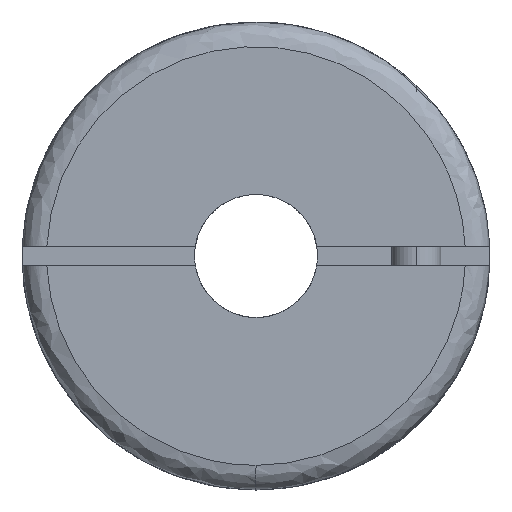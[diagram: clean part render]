
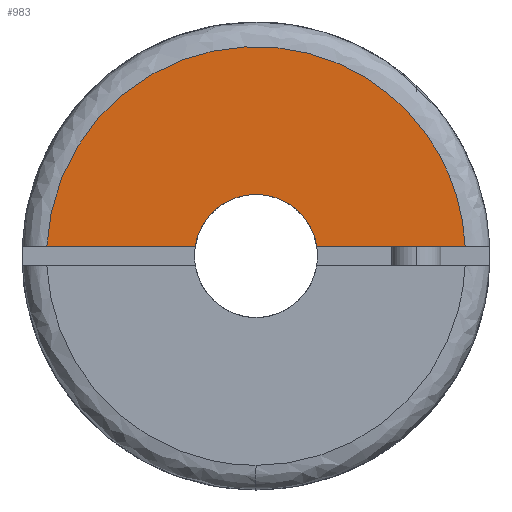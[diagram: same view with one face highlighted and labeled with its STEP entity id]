
A CAD part, left-side view. The second image highlights one B-rep face of the part: STEP entity #983.
In plain terms, the highlighted planar face has unit normal (-1, 0, 0).
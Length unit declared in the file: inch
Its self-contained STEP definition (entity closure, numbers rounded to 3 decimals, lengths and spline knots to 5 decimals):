
#104 = CARTESIAN_POINT ( 'NONE',  ( 0., 0.09716, 0.01575 ) ) ;
#185 = CARTESIAN_POINT ( 'NONE',  ( 0., -0.09716, 0.01575 ) ) ;
#314 = VECTOR ( 'NONE', #1597, 39.37008 ) ;
#570 = EDGE_CURVE ( 'NONE', #925, #1226, #3082, .T. ) ;
#622 = CIRCLE ( 'NONE', #2888, 0.09843 ) ;
#718 = CARTESIAN_POINT ( 'NONE',  ( 0., 0., 0. ) ) ;
#732 = FACE_OUTER_BOUND ( 'NONE', #2156, .T. ) ;
#891 = ORIENTED_EDGE ( 'NONE', *, *, #5782, .F. ) ;
#925 = VERTEX_POINT ( 'NONE', #5705 ) ;
#950 = VERTEX_POINT ( 'NONE', #1191 ) ;
#983 = ADVANCED_FACE ( 'NONE', ( #732 ), #2545, .T. ) ;
#1025 = CARTESIAN_POINT ( 'NONE',  ( 0., -0.33427, 0.01575 ) ) ;
#1081 = ORIENTED_EDGE ( 'NONE', *, *, #5552, .F. ) ;
#1191 = CARTESIAN_POINT ( 'NONE',  ( 0., 0., 0.09843 ) ) ;
#1226 = VERTEX_POINT ( 'NONE', #1025 ) ;
#1328 = CARTESIAN_POINT ( 'NONE',  ( 0., 0.37402, 0.01575 ) ) ;
#1546 = VERTEX_POINT ( 'NONE', #104 ) ;
#1597 = DIRECTION ( 'NONE',  ( 0., 1., 0. ) ) ;
#1735 = DIRECTION ( 'NONE',  ( 1., 0., 0. ) ) ;
#2144 = VECTOR ( 'NONE', #3810, 39.37008 ) ;
#2156 = EDGE_LOOP ( 'NONE', ( #4954, #5068, #1081, #2602, #891 ) ) ;
#2346 = CARTESIAN_POINT ( 'NONE',  ( 0., 0.30552, 0.62611 ) ) ;
#2530 = DIRECTION ( 'NONE',  ( 0., 0., 1. ) ) ;
#2545 = PLANE ( 'NONE',  #5592 ) ;
#2602 = ORIENTED_EDGE ( 'NONE', *, *, #570, .F. ) ;
#2870 = CARTESIAN_POINT ( 'NONE',  ( 0., -0.33427, 0.01575 ) ) ;
#2888 = AXIS2_PLACEMENT_3D ( 'NONE', #5076, #3247, #4165 ) ;
#3082 =( BOUNDED_CURVE ( )  B_SPLINE_CURVE ( 3, ( #4695, #2346, #3248, #2870 ),
 .UNSPECIFIED., .F., .T. ) 
 B_SPLINE_CURVE_WITH_KNOTS ( ( 4, 4 ),
 ( 0., 1. ),
 .UNSPECIFIED. ) 
 CURVE ( )  GEOMETRIC_REPRESENTATION_ITEM ( )  RATIONAL_B_SPLINE_CURVE ( ( 1., 0.365, 0.365, 1. ) ) 
 REPRESENTATION_ITEM ( '' )  );
#3097 = VERTEX_POINT ( 'NONE', #185 ) ;
#3247 = DIRECTION ( 'NONE',  ( 1., 0., 0. ) ) ;
#3248 = CARTESIAN_POINT ( 'NONE',  ( 0., -0.30552, 0.62611 ) ) ;
#3619 = DIRECTION ( 'NONE',  ( -1., 0., 0. ) ) ;
#3810 = DIRECTION ( 'NONE',  ( 0., 1., 0. ) ) ;
#4001 = LINE ( 'NONE', #1328, #2144 ) ;
#4165 = DIRECTION ( 'NONE',  ( 0., 0., 1. ) ) ;
#4333 = CARTESIAN_POINT ( 'NONE',  ( 0., 0.33465, 0. ) ) ;
#4351 = AXIS2_PLACEMENT_3D ( 'NONE', #718, #1735, #2530 ) ;
#4451 = CIRCLE ( 'NONE', #4351, 0.09843 ) ;
#4695 = CARTESIAN_POINT ( 'NONE',  ( 0., 0.33427, 0.01575 ) ) ;
#4713 = LINE ( 'NONE', #5219, #314 ) ;
#4899 = DIRECTION ( 'NONE',  ( 0., 0., 1. ) ) ;
#4954 = ORIENTED_EDGE ( 'NONE', *, *, #5159, .T. ) ;
#5068 = ORIENTED_EDGE ( 'NONE', *, *, #5424, .T. ) ;
#5076 = CARTESIAN_POINT ( 'NONE',  ( 0., 0., 0. ) ) ;
#5159 = EDGE_CURVE ( 'NONE', #1546, #950, #4451, .T. ) ;
#5219 = CARTESIAN_POINT ( 'NONE',  ( 0., 0.37402, 0.01575 ) ) ;
#5424 = EDGE_CURVE ( 'NONE', #950, #3097, #622, .T. ) ;
#5552 = EDGE_CURVE ( 'NONE', #1226, #3097, #4001, .T. ) ;
#5592 = AXIS2_PLACEMENT_3D ( 'NONE', #4333, #3619, #4899 ) ;
#5705 = CARTESIAN_POINT ( 'NONE',  ( 0., 0.33427, 0.01575 ) ) ;
#5782 = EDGE_CURVE ( 'NONE', #1546, #925, #4713, .T. ) ;
